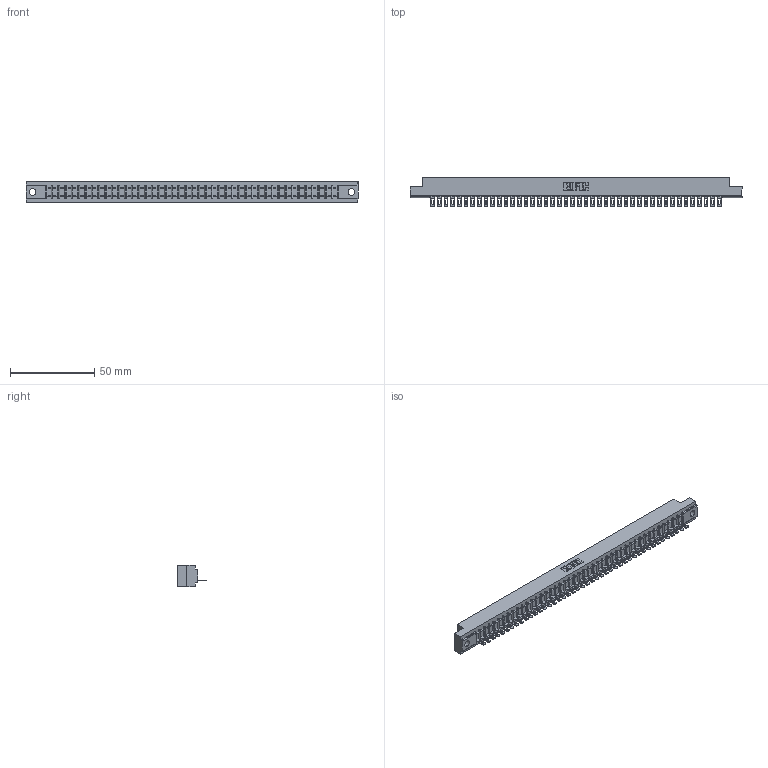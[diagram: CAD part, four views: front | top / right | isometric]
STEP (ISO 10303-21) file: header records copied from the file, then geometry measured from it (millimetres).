
FILE_DESCRIPTION (( 'STEP AP203' ), '1' );
FILE_NAME ('357-044-401-102.STEP', '2020-10-03T15:35:19', ( '' ), ( '' ), 'SwSTEP 2.0', 'SolidWorks 2020', '' );
FILE_SCHEMA (( 'CONFIG_CONTROL_DESIGN' ));
Length unit declared in the file: inch
Products named in the file (3): 357-044-401-102; 307 Part_.128 Dia Mounting Holes; 307-290-002_501
Assembly tree (45 placements, depth 2):
  357-044-401-102
    307 Part_.128 Dia Mounting Holes
    307-290-002_501  x44
Bounding box: 197.36 x 17.42 x 12.7 mm (x, y, z)
Volume: 21085.2 mm3; surface area: 26655.9 mm2
Topology: 45 solids, 45 shells, 3507 faces, 10795 edges, 7074 vertices
Faces by surface type: plane 2006, cylinder 1411, sphere 90
Entity records: 38270 total; most frequent: CARTESIAN_POINT 6456, ORIENTED_EDGE 6446, DIRECTION 6275, EDGE_CURVE 3223, VECTOR 2465, LINE 2465, VERTEX_POINT 2086, AXIS2_PLACEMENT_3D 1905
